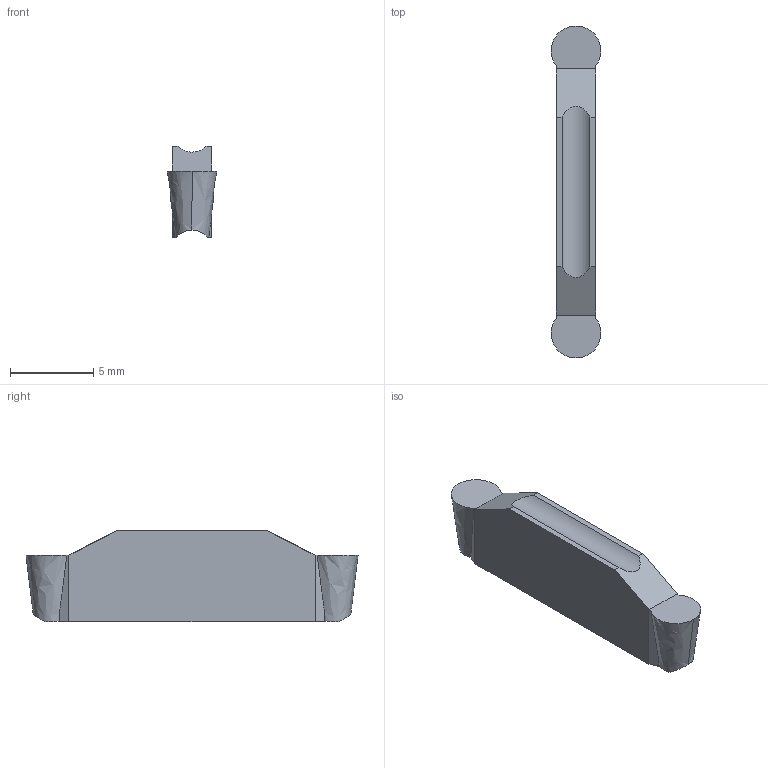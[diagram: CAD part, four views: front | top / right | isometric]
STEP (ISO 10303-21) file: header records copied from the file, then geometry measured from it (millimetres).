
FILE_DESCRIPTION(('CATIA V5 STEP','CAx-IF Rec.Pracs.--- Model Styling and Organization---1.2---2011-12-15'),'2;1');
FILE_NAME('TDA 3.00-1.50.stp','2017-06-02T00:57:10+00:00',('none'),('none'),'CATIA Version 5 Release 21 SP 5 (IN-10)','CATIA V5 STEP AP214','none');
FILE_SCHEMA(('AUTOMOTIVE_DESIGN { 1 0 10303 214 1 1 1 1 }'));
Length unit declared in the file: millimetre
Products named in the file (1): TDA 3.00-1.50
Bounding box: 3 x 20 x 5.5 mm (x, y, z)
Volume: 210.5 mm3; surface area: 304.1 mm2
Topology: 1 solids, 1 shells, 32 faces, 93 edges, 64 vertices
Faces by surface type: plane 26, bspline 4, cylinder 2
Entity records: 1191 total; most frequent: CARTESIAN_POINT 409, ORIENTED_EDGE 172, DIRECTION 111, EDGE_CURVE 86, VECTOR 59, LINE 59, VERTEX_POINT 56, AXIS2_PLACEMENT_3D 32
